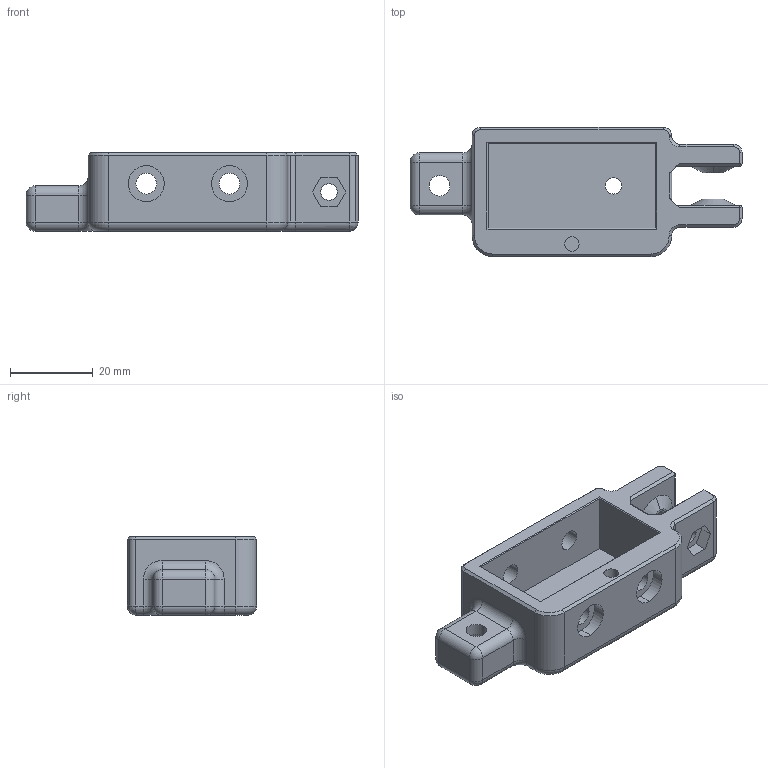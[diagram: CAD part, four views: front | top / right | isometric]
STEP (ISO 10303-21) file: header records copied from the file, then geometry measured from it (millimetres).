
FILE_DESCRIPTION (( 'STEP AP214' ), '1' );
FILE_NAME ('2040 Rail Holder 2.STEP', '2021-04-19T14:09:57', ( '' ), ( '' ), 'SwSTEP 2.0', 'SolidWorks 2019', '' );
FILE_SCHEMA (( 'AUTOMOTIVE_DESIGN' ));
Length unit declared in the file: millimetre
Products named in the file (1): 2040 Rail Holder 2
Bounding box: 80.2 x 31.2 x 19 mm (x, y, z)
Volume: 20137.4 mm3; surface area: 10518.1 mm2
Topology: 1 solids, 1 shells, 233 faces, 562 edges, 329 vertices
Faces by surface type: plane 109, cylinder 87, cone 18, torus 8, bspline 7, sphere 4
Entity records: 6850 total; most frequent: CARTESIAN_POINT 1548, ORIENTED_EDGE 1100, DIRECTION 1095, EDGE_CURVE 550, AXIS2_PLACEMENT_3D 376, VECTOR 343, LINE 343, VERTEX_POINT 329
